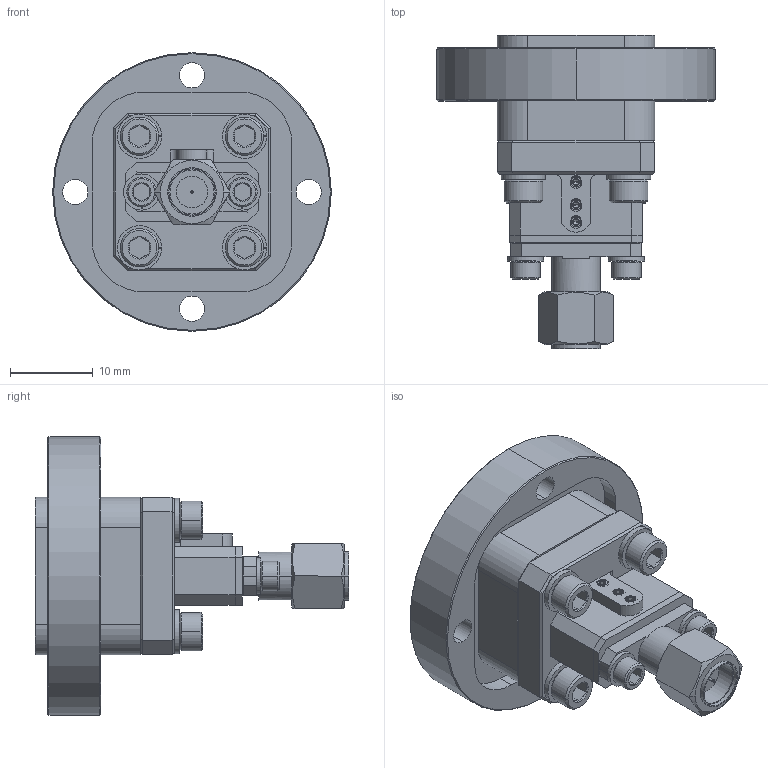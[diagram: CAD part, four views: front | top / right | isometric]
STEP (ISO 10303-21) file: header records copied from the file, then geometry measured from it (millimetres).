
FILE_DESCRIPTION (( 'STEP AP203' ), '1' );
FILE_NAME ('SWC-28KM-E1.STEP', '2020-08-19T22:02:59', ( '' ), ( '' ), 'SwSTEP 2.0', 'SolidWorks 2020', '' );
FILE_SCHEMA (( 'CONFIG_CONTROL_DESIGN' ));
Length unit declared in the file: inch
Products named in the file (1): SWC-28KM-E1
Bounding box: 33.66 x 37.85 x 33.66 mm (x, y, z)
Volume: 9591.4 mm3; surface area: 7919.1 mm2
Topology: 22 solids, 22 shells, 1139 faces, 2714 edges, 1649 vertices
Faces by surface type: cylinder 587, cone 282, plane 258, bspline 12
Entity records: 41396 total; most frequent: CARTESIAN_POINT 17145, ORIENTED_EDGE 5376, DIRECTION 4691, EDGE_CURVE 2688, AXIS2_PLACEMENT_3D 1759, VERTEX_POINT 1649, EDGE_LOOP 1231, LINE 1173
